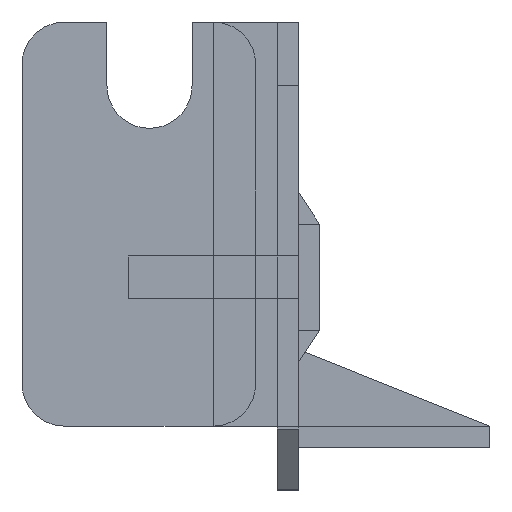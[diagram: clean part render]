
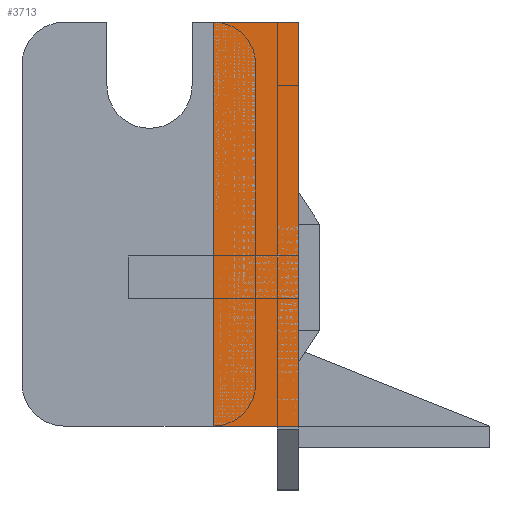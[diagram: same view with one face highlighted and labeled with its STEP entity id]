
A CAD part, left-side view. The second image highlights one B-rep face of the part: STEP entity #3713.
In plain terms, the highlighted planar face has unit normal (-1, 0, 0).
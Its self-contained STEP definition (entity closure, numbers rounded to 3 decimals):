
#3713 = ADVANCED_FACE('',(#3714),#3728,.F.);
#3714 = FACE_BOUND('',#3715,.F.);
#3715 = EDGE_LOOP('',(#3716,#3751,#3779,#3807));
#3716 = ORIENTED_EDGE('',*,*,#3717,.F.);
#3717 = EDGE_CURVE('',#3718,#3720,#3722,.T.);
#3718 = VERTEX_POINT('',#3719);
#3719 = CARTESIAN_POINT('',(0.,0.,3.));
#3720 = VERTEX_POINT('',#3721);
#3721 = CARTESIAN_POINT('',(0.,0.,22.));
#3722 = SURFACE_CURVE('',#3723,(#3727,#3739),.PCURVE_S1.);
#3723 = LINE('',#3724,#3725);
#3724 = CARTESIAN_POINT('',(0.,0.,3.));
#3725 = VECTOR('',#3726,1.);
#3726 = DIRECTION('',(0.,0.,1.));
#3727 = PCURVE('',#3728,#3733);
#3728 = PLANE('',#3729);
#3729 = AXIS2_PLACEMENT_3D('',#3730,#3731,#3732);
#3730 = CARTESIAN_POINT('',(0.,0.,3.));
#3731 = DIRECTION('',(1.,0.,0.));
#3732 = DIRECTION('',(0.,0.,1.));
#3733 = DEFINITIONAL_REPRESENTATION('',(#3734),#3738);
#3734 = LINE('',#3735,#3736);
#3735 = CARTESIAN_POINT('',(0.,0.));
#3736 = VECTOR('',#3737,1.);
#3737 = DIRECTION('',(1.,0.));
#3738 = ( GEOMETRIC_REPRESENTATION_CONTEXT(2) 
PARAMETRIC_REPRESENTATION_CONTEXT() REPRESENTATION_CONTEXT('2D SPACE',''
  ) );
#3739 = PCURVE('',#3740,#3745);
#3740 = PLANE('',#3741);
#3741 = AXIS2_PLACEMENT_3D('',#3742,#3743,#3744);
#3742 = CARTESIAN_POINT('',(0.,0.,3.));
#3743 = DIRECTION('',(0.,1.,0.));
#3744 = DIRECTION('',(0.,0.,1.));
#3745 = DEFINITIONAL_REPRESENTATION('',(#3746),#3750);
#3746 = LINE('',#3747,#3748);
#3747 = CARTESIAN_POINT('',(0.,0.));
#3748 = VECTOR('',#3749,1.);
#3749 = DIRECTION('',(1.,0.));
#3750 = ( GEOMETRIC_REPRESENTATION_CONTEXT(2) 
PARAMETRIC_REPRESENTATION_CONTEXT() REPRESENTATION_CONTEXT('2D SPACE',''
  ) );
#3751 = ORIENTED_EDGE('',*,*,#3752,.T.);
#3752 = EDGE_CURVE('',#3718,#3753,#3755,.T.);
#3753 = VERTEX_POINT('',#3754);
#3754 = CARTESIAN_POINT('',(0.,4.,3.));
#3755 = SURFACE_CURVE('',#3756,(#3760,#3767),.PCURVE_S1.);
#3756 = LINE('',#3757,#3758);
#3757 = CARTESIAN_POINT('',(0.,0.,3.));
#3758 = VECTOR('',#3759,1.);
#3759 = DIRECTION('',(0.,1.,0.));
#3760 = PCURVE('',#3728,#3761);
#3761 = DEFINITIONAL_REPRESENTATION('',(#3762),#3766);
#3762 = LINE('',#3763,#3764);
#3763 = CARTESIAN_POINT('',(0.,0.));
#3764 = VECTOR('',#3765,1.);
#3765 = DIRECTION('',(0.,-1.));
#3766 = ( GEOMETRIC_REPRESENTATION_CONTEXT(2) 
PARAMETRIC_REPRESENTATION_CONTEXT() REPRESENTATION_CONTEXT('2D SPACE',''
  ) );
#3767 = PCURVE('',#3768,#3773);
#3768 = PLANE('',#3769);
#3769 = AXIS2_PLACEMENT_3D('',#3770,#3771,#3772);
#3770 = CARTESIAN_POINT('',(0.,0.,3.));
#3771 = DIRECTION('',(0.,0.,1.));
#3772 = DIRECTION('',(1.,0.,0.));
#3773 = DEFINITIONAL_REPRESENTATION('',(#3774),#3778);
#3774 = LINE('',#3775,#3776);
#3775 = CARTESIAN_POINT('',(0.,0.));
#3776 = VECTOR('',#3777,1.);
#3777 = DIRECTION('',(0.,1.));
#3778 = ( GEOMETRIC_REPRESENTATION_CONTEXT(2) 
PARAMETRIC_REPRESENTATION_CONTEXT() REPRESENTATION_CONTEXT('2D SPACE',''
  ) );
#3779 = ORIENTED_EDGE('',*,*,#3780,.T.);
#3780 = EDGE_CURVE('',#3753,#3781,#3783,.T.);
#3781 = VERTEX_POINT('',#3782);
#3782 = CARTESIAN_POINT('',(0.,4.,22.));
#3783 = SURFACE_CURVE('',#3784,(#3788,#3795),.PCURVE_S1.);
#3784 = LINE('',#3785,#3786);
#3785 = CARTESIAN_POINT('',(0.,4.,3.));
#3786 = VECTOR('',#3787,1.);
#3787 = DIRECTION('',(0.,0.,1.));
#3788 = PCURVE('',#3728,#3789);
#3789 = DEFINITIONAL_REPRESENTATION('',(#3790),#3794);
#3790 = LINE('',#3791,#3792);
#3791 = CARTESIAN_POINT('',(0.,-4.));
#3792 = VECTOR('',#3793,1.);
#3793 = DIRECTION('',(1.,0.));
#3794 = ( GEOMETRIC_REPRESENTATION_CONTEXT(2) 
PARAMETRIC_REPRESENTATION_CONTEXT() REPRESENTATION_CONTEXT('2D SPACE',''
  ) );
#3795 = PCURVE('',#3796,#3801);
#3796 = PLANE('',#3797);
#3797 = AXIS2_PLACEMENT_3D('',#3798,#3799,#3800);
#3798 = CARTESIAN_POINT('',(0.,4.,3.));
#3799 = DIRECTION('',(0.,1.,0.));
#3800 = DIRECTION('',(0.,0.,1.));
#3801 = DEFINITIONAL_REPRESENTATION('',(#3802),#3806);
#3802 = LINE('',#3803,#3804);
#3803 = CARTESIAN_POINT('',(0.,0.));
#3804 = VECTOR('',#3805,1.);
#3805 = DIRECTION('',(1.,0.));
#3806 = ( GEOMETRIC_REPRESENTATION_CONTEXT(2) 
PARAMETRIC_REPRESENTATION_CONTEXT() REPRESENTATION_CONTEXT('2D SPACE',''
  ) );
#3807 = ORIENTED_EDGE('',*,*,#3808,.F.);
#3808 = EDGE_CURVE('',#3720,#3781,#3809,.T.);
#3809 = SURFACE_CURVE('',#3810,(#3814,#3821),.PCURVE_S1.);
#3810 = LINE('',#3811,#3812);
#3811 = CARTESIAN_POINT('',(0.,0.,22.));
#3812 = VECTOR('',#3813,1.);
#3813 = DIRECTION('',(0.,1.,0.));
#3814 = PCURVE('',#3728,#3815);
#3815 = DEFINITIONAL_REPRESENTATION('',(#3816),#3820);
#3816 = LINE('',#3817,#3818);
#3817 = CARTESIAN_POINT('',(19.,0.));
#3818 = VECTOR('',#3819,1.);
#3819 = DIRECTION('',(0.,-1.));
#3820 = ( GEOMETRIC_REPRESENTATION_CONTEXT(2) 
PARAMETRIC_REPRESENTATION_CONTEXT() REPRESENTATION_CONTEXT('2D SPACE',''
  ) );
#3821 = PCURVE('',#3822,#3827);
#3822 = PLANE('',#3823);
#3823 = AXIS2_PLACEMENT_3D('',#3824,#3825,#3826);
#3824 = CARTESIAN_POINT('',(0.,0.,22.));
#3825 = DIRECTION('',(0.,0.,1.));
#3826 = DIRECTION('',(1.,0.,0.));
#3827 = DEFINITIONAL_REPRESENTATION('',(#3828),#3832);
#3828 = LINE('',#3829,#3830);
#3829 = CARTESIAN_POINT('',(0.,0.));
#3830 = VECTOR('',#3831,1.);
#3831 = DIRECTION('',(0.,1.));
#3832 = ( GEOMETRIC_REPRESENTATION_CONTEXT(2) 
PARAMETRIC_REPRESENTATION_CONTEXT() REPRESENTATION_CONTEXT('2D SPACE',''
  ) );
